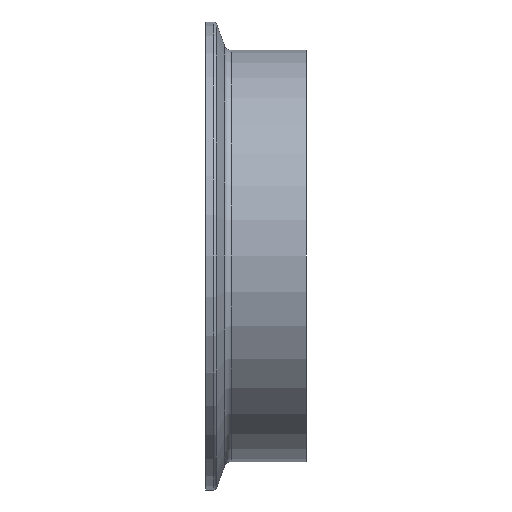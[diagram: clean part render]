
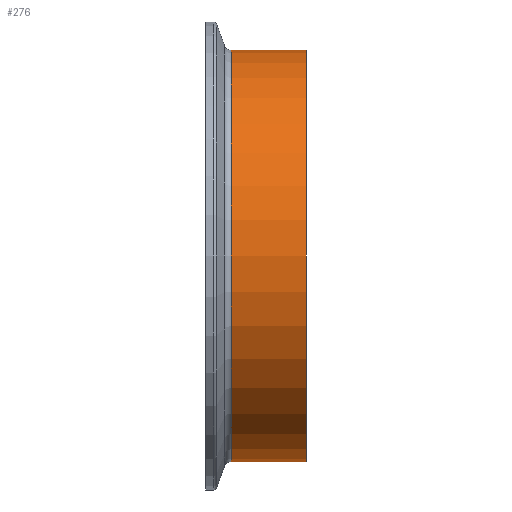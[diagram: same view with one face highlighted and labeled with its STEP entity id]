
A CAD part, front view. The second image highlights one B-rep face of the part: STEP entity #276.
In plain terms, the highlighted cylindrical face has radius 57.15 mm (diameter 114.3 mm), a partial arc.
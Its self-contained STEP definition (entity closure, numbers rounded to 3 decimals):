
#26 = VERTEX_POINT ( 'NONE', #51 ) ;
#40 = DIRECTION ( 'NONE',  ( 0., 0., 1. ) ) ;
#51 = CARTESIAN_POINT ( 'NONE',  ( 7.108, 0., 57.15 ) ) ;
#83 = ORIENTED_EDGE ( 'NONE', *, *, #618, .T. ) ;
#112 = LINE ( 'NONE', #440, #420 ) ;
#117 = EDGE_LOOP ( 'NONE', ( #370, #306, #83, #635 ) ) ;
#131 = DIRECTION ( 'NONE',  ( 0., 0., 1. ) ) ;
#176 = DIRECTION ( 'NONE',  ( 0., 0., 1. ) ) ;
#240 = DIRECTION ( 'NONE',  ( -1., 0., 0. ) ) ;
#275 = CARTESIAN_POINT ( 'NONE',  ( 28., 0., 57.15 ) ) ;
#276 = ADVANCED_FACE ( 'NONE', ( #645 ), #659, .T. ) ;
#283 = VECTOR ( 'NONE', #240, 1000. ) ;
#294 = DIRECTION ( 'NONE',  ( -1., 0., 0. ) ) ;
#306 = ORIENTED_EDGE ( 'NONE', *, *, #601, .T. ) ;
#350 = CARTESIAN_POINT ( 'NONE',  ( 0., 0., 57.15 ) ) ;
#352 = EDGE_CURVE ( 'NONE', #368, #513, #112, .T. ) ;
#357 = LINE ( 'NONE', #350, #283 ) ;
#368 = VERTEX_POINT ( 'NONE', #651 ) ;
#370 = ORIENTED_EDGE ( 'NONE', *, *, #352, .F. ) ;
#394 = DIRECTION ( 'NONE',  ( -1., 0., 0. ) ) ;
#420 = VECTOR ( 'NONE', #544, 1000. ) ;
#432 = CARTESIAN_POINT ( 'NONE',  ( 7.108, 0., 0. ) ) ;
#436 = CARTESIAN_POINT ( 'NONE',  ( 0., 0., 0. ) ) ;
#440 = CARTESIAN_POINT ( 'NONE',  ( 0., 0., -57.15 ) ) ;
#447 = CARTESIAN_POINT ( 'NONE',  ( 7.108, 0., -57.15 ) ) ;
#449 = EDGE_CURVE ( 'NONE', #513, #26, #611, .T. ) ;
#456 = CARTESIAN_POINT ( 'NONE',  ( 28., 0., 0. ) ) ;
#463 = AXIS2_PLACEMENT_3D ( 'NONE', #432, #644, #40 ) ;
#473 = CIRCLE ( 'NONE', #559, 57.15 ) ;
#475 = VERTEX_POINT ( 'NONE', #275 ) ;
#513 = VERTEX_POINT ( 'NONE', #447 ) ;
#544 = DIRECTION ( 'NONE',  ( -1., 0., 0. ) ) ;
#559 = AXIS2_PLACEMENT_3D ( 'NONE', #456, #294, #131 ) ;
#601 = EDGE_CURVE ( 'NONE', #368, #475, #473, .T. ) ;
#611 = CIRCLE ( 'NONE', #463, 57.15 ) ;
#618 = EDGE_CURVE ( 'NONE', #475, #26, #357, .T. ) ;
#635 = ORIENTED_EDGE ( 'NONE', *, *, #449, .F. ) ;
#644 = DIRECTION ( 'NONE',  ( -1., 0., 0. ) ) ;
#645 = FACE_OUTER_BOUND ( 'NONE', #117, .T. ) ;
#651 = CARTESIAN_POINT ( 'NONE',  ( 28., 0., -57.15 ) ) ;
#659 = CYLINDRICAL_SURFACE ( 'NONE', #693, 57.15 ) ;
#693 = AXIS2_PLACEMENT_3D ( 'NONE', #436, #394, #176 ) ;
